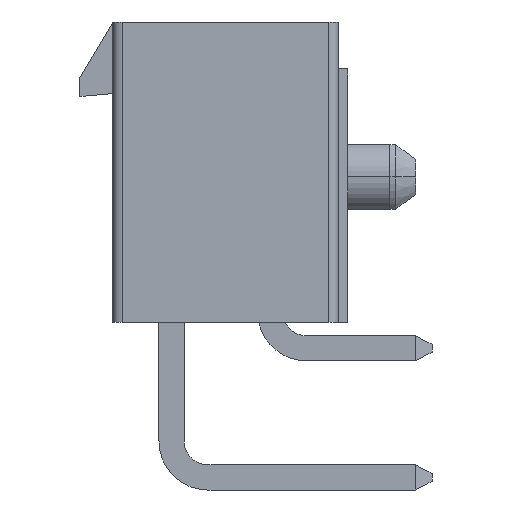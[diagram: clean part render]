
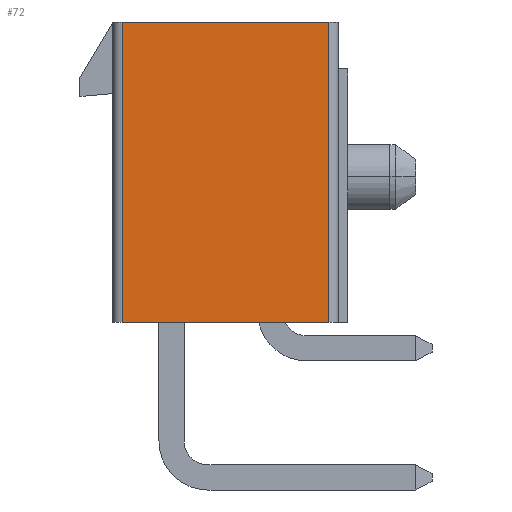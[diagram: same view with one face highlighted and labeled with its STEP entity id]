
A CAD part, left-side view. The second image highlights one B-rep face of the part: STEP entity #72.
In plain terms, the highlighted planar face has unit normal (-1, 0, 0).
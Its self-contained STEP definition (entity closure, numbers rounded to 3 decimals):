
#72=ADVANCED_FACE('',(#200),#201,.T.);
#200=FACE_OUTER_BOUND('',#425,.T.);
#201=PLANE('',#426);
#425=EDGE_LOOP('',(#731,#732,#733,#734));
#426=AXIS2_PLACEMENT_3D('',#735,#736,#737);
#731=ORIENTED_EDGE('',*,*,#1535,.F.);
#732=ORIENTED_EDGE('',*,*,#1536,.T.);
#733=ORIENTED_EDGE('',*,*,#1502,.T.);
#734=ORIENTED_EDGE('',*,*,#1534,.F.);
#735=CARTESIAN_POINT('',(-2.7,0.4,0.0));
#736=DIRECTION('',(-1.0,0.0,0.0));
#737=DIRECTION('',(0.0,0.0,1.0));
#1502=EDGE_CURVE('',#1810,#1808,#1811,.T.);
#1534=EDGE_CURVE('',#1866,#1808,#1868,.T.);
#1535=EDGE_CURVE('',#1869,#1866,#1870,.T.);
#1536=EDGE_CURVE('',#1869,#1810,#1871,.T.);
#1808=VERTEX_POINT('',#2253);
#1810=VERTEX_POINT('',#2255);
#1811=LINE('',#2256,#2257);
#1866=VERTEX_POINT('',#2338);
#1868=LINE('',#2340,#2341);
#1869=VERTEX_POINT('',#2342);
#1870=LINE('',#2343,#2344);
#1871=LINE('',#2345,#2346);
#2253=CARTESIAN_POINT('',(-2.7,9.6,0.0));
#2255=CARTESIAN_POINT('',(-2.7,0.8,0.0));
#2256=CARTESIAN_POINT('',(-2.7,0.8,0.0));
#2257=VECTOR('',#2889,8.8);
#2338=CARTESIAN_POINT('',(-2.7,9.6,-12.8));
#2340=CARTESIAN_POINT('',(-2.7,9.6,-12.8));
#2341=VECTOR('',#2931,12.8);
#2342=CARTESIAN_POINT('',(-2.7,0.8,-12.8));
#2343=CARTESIAN_POINT('',(-2.7,0.8,-12.8));
#2344=VECTOR('',#2932,8.8);
#2345=CARTESIAN_POINT('',(-2.7,0.8,-12.8));
#2346=VECTOR('',#2933,12.8);
#2889=DIRECTION('',(0.0,1.0,0.0));
#2931=DIRECTION('',(0.0,0.0,1.0));
#2932=DIRECTION('',(0.0,1.0,0.0));
#2933=DIRECTION('',(0.0,0.0,1.0));
